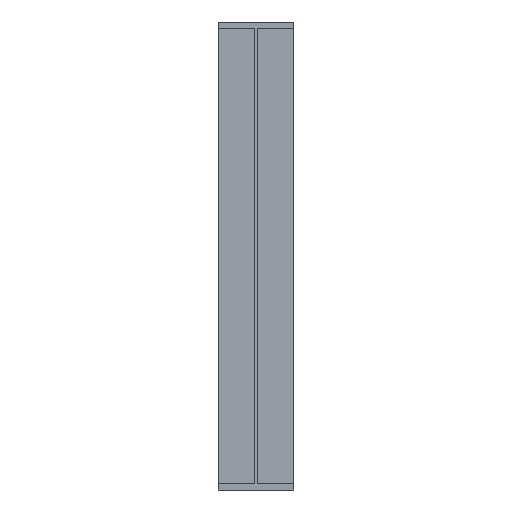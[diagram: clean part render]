
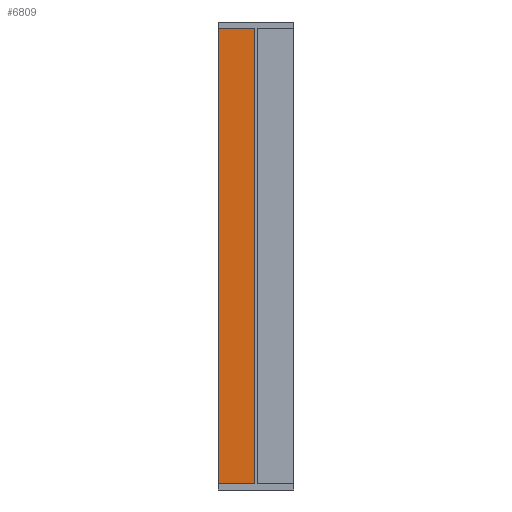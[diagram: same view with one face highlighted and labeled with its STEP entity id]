
A CAD part, front view. The second image highlights one B-rep face of the part: STEP entity #6809.
In plain terms, the highlighted planar face has unit normal (0, -1, 0).
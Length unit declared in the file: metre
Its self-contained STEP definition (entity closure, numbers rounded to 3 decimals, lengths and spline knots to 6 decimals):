
#32 = PLANE('',#33);
#33 = AXIS2_PLACEMENT_3D('',#34,#35,#36);
#34 = CARTESIAN_POINT('',(0.,0.,912.));
#35 = DIRECTION('',(1.,0.,-0.));
#36 = DIRECTION('',(0.,0.,1.));
#57 = VERTEX_POINT('',#58);
#58 = CARTESIAN_POINT('',(0.,493.,912.));
#72 = PLANE('',#73);
#73 = AXIS2_PLACEMENT_3D('',#74,#75,#76);
#74 = CARTESIAN_POINT('',(0.,0.,912.));
#75 = DIRECTION('',(0.,0.,1.));
#76 = DIRECTION('',(1.,0.,-0.));
#84 = EDGE_CURVE('',#85,#57,#87,.T.);
#85 = VERTEX_POINT('',#86);
#86 = CARTESIAN_POINT('',(0.,493.,12.));
#87 = SURFACE_CURVE('',#88,(#92,#99),.PCURVE_S1.);
#88 = LINE('',#89,#90);
#89 = CARTESIAN_POINT('',(0.,493.,12.));
#90 = VECTOR('',#91,1.);
#91 = DIRECTION('',(0.,0.,1.));
#92 = PCURVE('',#32,#93);
#93 = DEFINITIONAL_REPRESENTATION('',(#94),#98);
#94 = LINE('',#95,#96);
#95 = CARTESIAN_POINT('',(-900.,-493.));
#96 = VECTOR('',#97,1.);
#97 = DIRECTION('',(1.,0.));
#98 = ( GEOMETRIC_REPRESENTATION_CONTEXT(2) 
PARAMETRIC_REPRESENTATION_CONTEXT() REPRESENTATION_CONTEXT('2D SPACE',''
  ) );
#99 = PCURVE('',#100,#105);
#100 = PLANE('',#101);
#101 = AXIS2_PLACEMENT_3D('',#102,#103,#104);
#102 = CARTESIAN_POINT('',(0.,493.,12.));
#103 = DIRECTION('',(-0.,1.,0.));
#104 = DIRECTION('',(0.,0.,1.));
#105 = DEFINITIONAL_REPRESENTATION('',(#106),#110);
#106 = LINE('',#107,#108);
#107 = CARTESIAN_POINT('',(0.,0.));
#108 = VECTOR('',#109,1.);
#109 = DIRECTION('',(1.,0.));
#110 = ( GEOMETRIC_REPRESENTATION_CONTEXT(2) 
PARAMETRIC_REPRESENTATION_CONTEXT() REPRESENTATION_CONTEXT('2D SPACE',''
  ) );
#128 = PLANE('',#129);
#129 = AXIS2_PLACEMENT_3D('',#130,#131,#132);
#130 = CARTESIAN_POINT('',(0.,0.,12.));
#131 = DIRECTION('',(0.,0.,1.));
#132 = DIRECTION('',(1.,0.,-0.));
#2702 = PLANE('',#2703);
#2703 = AXIS2_PLACEMENT_3D('',#2704,#2705,#2706);
#2704 = CARTESIAN_POINT('',(72.,0.,12.));
#2705 = DIRECTION('',(1.,0.,-0.));
#2706 = DIRECTION('',(0.,0.,1.));
#3145 = VERTEX_POINT('',#3146);
#3146 = CARTESIAN_POINT('',(72.,493.,912.));
#3167 = EDGE_CURVE('',#57,#3145,#3168,.T.);
#3168 = SURFACE_CURVE('',#3169,(#3173,#3180),.PCURVE_S1.);
#3169 = LINE('',#3170,#3171);
#3170 = CARTESIAN_POINT('',(0.,493.,912.));
#3171 = VECTOR('',#3172,1.);
#3172 = DIRECTION('',(1.,0.,-0.));
#3173 = PCURVE('',#72,#3174);
#3174 = DEFINITIONAL_REPRESENTATION('',(#3175),#3179);
#3175 = LINE('',#3176,#3177);
#3176 = CARTESIAN_POINT('',(0.,493.));
#3177 = VECTOR('',#3178,1.);
#3178 = DIRECTION('',(1.,0.));
#3179 = ( GEOMETRIC_REPRESENTATION_CONTEXT(2) 
PARAMETRIC_REPRESENTATION_CONTEXT() REPRESENTATION_CONTEXT('2D SPACE',''
  ) );
#3180 = PCURVE('',#100,#3181);
#3181 = DEFINITIONAL_REPRESENTATION('',(#3182),#3186);
#3182 = LINE('',#3183,#3184);
#3183 = CARTESIAN_POINT('',(900.,0.));
#3184 = VECTOR('',#3185,1.);
#3185 = DIRECTION('',(0.,1.));
#3186 = ( GEOMETRIC_REPRESENTATION_CONTEXT(2) 
PARAMETRIC_REPRESENTATION_CONTEXT() REPRESENTATION_CONTEXT('2D SPACE',''
  ) );
#6809 = ADVANCED_FACE('',(#6810),#100,.F.);
#6810 = FACE_BOUND('',#6811,.F.);
#6811 = EDGE_LOOP('',(#6812,#6835,#6836,#6837));
#6812 = ORIENTED_EDGE('',*,*,#6813,.F.);
#6813 = EDGE_CURVE('',#85,#6814,#6816,.T.);
#6814 = VERTEX_POINT('',#6815);
#6815 = CARTESIAN_POINT('',(72.,493.,12.));
#6816 = SURFACE_CURVE('',#6817,(#6821,#6828),.PCURVE_S1.);
#6817 = LINE('',#6818,#6819);
#6818 = CARTESIAN_POINT('',(0.,493.,12.));
#6819 = VECTOR('',#6820,1.);
#6820 = DIRECTION('',(1.,0.,-0.));
#6821 = PCURVE('',#100,#6822);
#6822 = DEFINITIONAL_REPRESENTATION('',(#6823),#6827);
#6823 = LINE('',#6824,#6825);
#6824 = CARTESIAN_POINT('',(0.,0.));
#6825 = VECTOR('',#6826,1.);
#6826 = DIRECTION('',(0.,1.));
#6827 = ( GEOMETRIC_REPRESENTATION_CONTEXT(2) 
PARAMETRIC_REPRESENTATION_CONTEXT() REPRESENTATION_CONTEXT('2D SPACE',''
  ) );
#6828 = PCURVE('',#128,#6829);
#6829 = DEFINITIONAL_REPRESENTATION('',(#6830),#6834);
#6830 = LINE('',#6831,#6832);
#6831 = CARTESIAN_POINT('',(0.,493.));
#6832 = VECTOR('',#6833,1.);
#6833 = DIRECTION('',(1.,0.));
#6834 = ( GEOMETRIC_REPRESENTATION_CONTEXT(2) 
PARAMETRIC_REPRESENTATION_CONTEXT() REPRESENTATION_CONTEXT('2D SPACE',''
  ) );
#6835 = ORIENTED_EDGE('',*,*,#84,.T.);
#6836 = ORIENTED_EDGE('',*,*,#3167,.T.);
#6837 = ORIENTED_EDGE('',*,*,#6838,.F.);
#6838 = EDGE_CURVE('',#6814,#3145,#6839,.T.);
#6839 = SURFACE_CURVE('',#6840,(#6844,#6851),.PCURVE_S1.);
#6840 = LINE('',#6841,#6842);
#6841 = CARTESIAN_POINT('',(72.,493.,12.));
#6842 = VECTOR('',#6843,1.);
#6843 = DIRECTION('',(0.,0.,1.));
#6844 = PCURVE('',#100,#6845);
#6845 = DEFINITIONAL_REPRESENTATION('',(#6846),#6850);
#6846 = LINE('',#6847,#6848);
#6847 = CARTESIAN_POINT('',(0.,72.));
#6848 = VECTOR('',#6849,1.);
#6849 = DIRECTION('',(1.,0.));
#6850 = ( GEOMETRIC_REPRESENTATION_CONTEXT(2) 
PARAMETRIC_REPRESENTATION_CONTEXT() REPRESENTATION_CONTEXT('2D SPACE',''
  ) );
#6851 = PCURVE('',#2702,#6852);
#6852 = DEFINITIONAL_REPRESENTATION('',(#6853),#6857);
#6853 = LINE('',#6854,#6855);
#6854 = CARTESIAN_POINT('',(0.,-493.));
#6855 = VECTOR('',#6856,1.);
#6856 = DIRECTION('',(1.,0.));
#6857 = ( GEOMETRIC_REPRESENTATION_CONTEXT(2) 
PARAMETRIC_REPRESENTATION_CONTEXT() REPRESENTATION_CONTEXT('2D SPACE',''
  ) );
